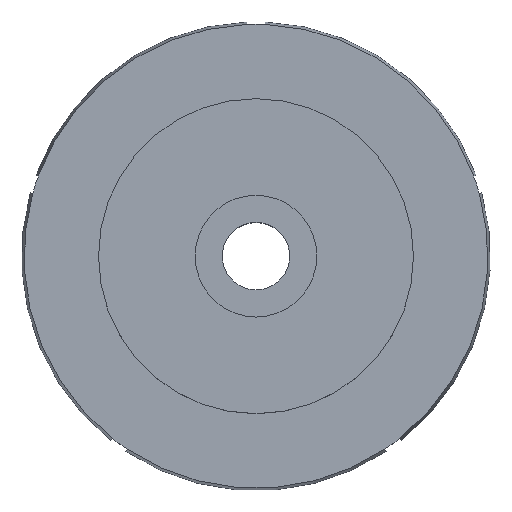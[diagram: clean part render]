
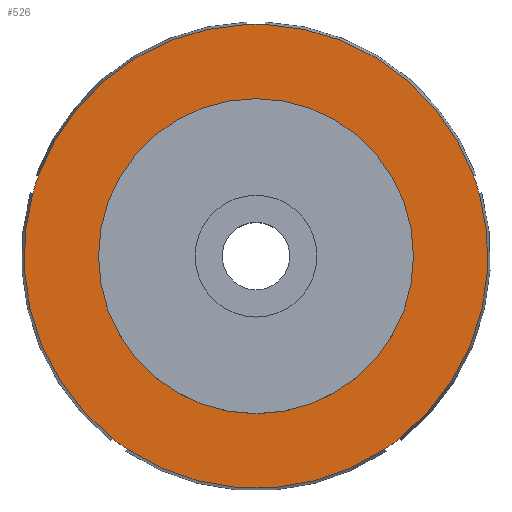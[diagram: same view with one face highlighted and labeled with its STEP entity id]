
A CAD part, top view. The second image highlights one B-rep face of the part: STEP entity #526.
In plain terms, the highlighted planar face has unit normal (0, 0, 1).
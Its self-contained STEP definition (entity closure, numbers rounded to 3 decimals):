
#33=FACE_BOUND('',#97,.T.);
#39=PLANE('',#593);
#59=FACE_OUTER_BOUND('',#96,.T.);
#96=EDGE_LOOP('',(#379,#380,#381,#382,#383,#384,#385,#386,#387,#388));
#97=EDGE_LOOP('',(#389));
#196=CIRCLE('',#583,34.95);
#199=CIRCLE('',#590,51.475);
#201=CIRCLE('',#594,51.475);
#202=CIRCLE('',#595,51.475);
#203=CIRCLE('',#596,51.475);
#204=CIRCLE('',#597,51.475);
#205=CIRCLE('',#598,51.475);
#206=CIRCLE('',#599,51.475);
#207=CIRCLE('',#600,51.475);
#208=CIRCLE('',#601,51.475);
#209=CIRCLE('',#602,51.475);
#229=VERTEX_POINT('',#828);
#233=VERTEX_POINT('',#841);
#234=VERTEX_POINT('',#845);
#238=VERTEX_POINT('',#859);
#239=VERTEX_POINT('',#861);
#240=VERTEX_POINT('',#863);
#241=VERTEX_POINT('',#865);
#242=VERTEX_POINT('',#867);
#243=VERTEX_POINT('',#869);
#244=VERTEX_POINT('',#871);
#245=VERTEX_POINT('',#873);
#280=EDGE_CURVE('',#229,#229,#196,.T.);
#285=EDGE_CURVE('',#233,#234,#199,.T.);
#291=EDGE_CURVE('',#233,#238,#201,.T.);
#292=EDGE_CURVE('',#239,#238,#202,.T.);
#293=EDGE_CURVE('',#239,#240,#203,.T.);
#294=EDGE_CURVE('',#241,#240,#204,.T.);
#295=EDGE_CURVE('',#241,#242,#205,.T.);
#296=EDGE_CURVE('',#243,#242,#206,.T.);
#297=EDGE_CURVE('',#243,#244,#207,.T.);
#298=EDGE_CURVE('',#245,#244,#208,.T.);
#299=EDGE_CURVE('',#245,#234,#209,.T.);
#379=ORIENTED_EDGE('',*,*,#285,.F.);
#380=ORIENTED_EDGE('',*,*,#291,.T.);
#381=ORIENTED_EDGE('',*,*,#292,.F.);
#382=ORIENTED_EDGE('',*,*,#293,.T.);
#383=ORIENTED_EDGE('',*,*,#294,.F.);
#384=ORIENTED_EDGE('',*,*,#295,.T.);
#385=ORIENTED_EDGE('',*,*,#296,.F.);
#386=ORIENTED_EDGE('',*,*,#297,.T.);
#387=ORIENTED_EDGE('',*,*,#298,.F.);
#388=ORIENTED_EDGE('',*,*,#299,.T.);
#389=ORIENTED_EDGE('',*,*,#280,.T.);
#526=ADVANCED_FACE('',(#59,#33),#39,.T.);
#583=AXIS2_PLACEMENT_3D('',#830,#664,#665);
#590=AXIS2_PLACEMENT_3D('',#846,#679,#680);
#593=AXIS2_PLACEMENT_3D('',#858,#688,#689);
#594=AXIS2_PLACEMENT_3D('',#860,#690,#691);
#595=AXIS2_PLACEMENT_3D('',#862,#692,#693);
#596=AXIS2_PLACEMENT_3D('',#864,#694,#695);
#597=AXIS2_PLACEMENT_3D('',#866,#696,#697);
#598=AXIS2_PLACEMENT_3D('',#868,#698,#699);
#599=AXIS2_PLACEMENT_3D('',#870,#700,#701);
#600=AXIS2_PLACEMENT_3D('',#872,#702,#703);
#601=AXIS2_PLACEMENT_3D('',#874,#704,#705);
#602=AXIS2_PLACEMENT_3D('',#875,#706,#707);
#664=DIRECTION('center_axis',(0.,0.,-1.));
#665=DIRECTION('ref_axis',(1.,0.,0.));
#679=DIRECTION('center_axis',(0.,0.,-1.));
#680=DIRECTION('ref_axis',(1.,0.,0.));
#688=DIRECTION('center_axis',(0.,0.,1.));
#689=DIRECTION('ref_axis',(1.,0.,0.));
#690=DIRECTION('center_axis',(0.,0.,1.));
#691=DIRECTION('ref_axis',(1.,0.,0.));
#692=DIRECTION('center_axis',(0.,0.,-1.));
#693=DIRECTION('ref_axis',(-1.,0.,0.));
#694=DIRECTION('center_axis',(0.,0.,1.));
#695=DIRECTION('ref_axis',(1.,0.,0.));
#696=DIRECTION('center_axis',(0.,0.,-1.));
#697=DIRECTION('ref_axis',(-1.,0.,0.));
#698=DIRECTION('center_axis',(0.,0.,1.));
#699=DIRECTION('ref_axis',(1.,0.,0.));
#700=DIRECTION('center_axis',(0.,0.,-1.));
#701=DIRECTION('ref_axis',(1.,0.,0.));
#702=DIRECTION('center_axis',(0.,0.,1.));
#703=DIRECTION('ref_axis',(1.,0.,0.));
#704=DIRECTION('center_axis',(0.,0.,-1.));
#705=DIRECTION('ref_axis',(1.,0.,0.));
#706=DIRECTION('center_axis',(0.,0.,1.));
#707=DIRECTION('ref_axis',(1.,0.,0.));
#828=CARTESIAN_POINT('',(-34.95,0.,13.));
#830=CARTESIAN_POINT('Origin',(0.,0.,13.));
#841=CARTESIAN_POINT('',(2.05,51.434,13.));
#845=CARTESIAN_POINT('',(48.283,17.844,13.));
#846=CARTESIAN_POINT('Origin',(0.,0.,13.));
#858=CARTESIAN_POINT('Origin',(0.,-0.02,13.));
#859=CARTESIAN_POINT('',(-2.05,51.434,13.));
#860=CARTESIAN_POINT('Origin',(0.,0.,13.));
#861=CARTESIAN_POINT('',(-48.283,17.844,13.));
#862=CARTESIAN_POINT('Origin',(0.,0.,13.));
#863=CARTESIAN_POINT('',(-49.55,13.944,13.));
#864=CARTESIAN_POINT('Origin',(0.,0.,13.));
#865=CARTESIAN_POINT('',(-31.891,-40.406,13.));
#866=CARTESIAN_POINT('Origin',(0.,0.,13.));
#867=CARTESIAN_POINT('',(-28.574,-42.816,13.));
#868=CARTESIAN_POINT('Origin',(0.,0.,13.));
#869=CARTESIAN_POINT('',(28.574,-42.816,13.));
#870=CARTESIAN_POINT('Origin',(0.,0.,13.));
#871=CARTESIAN_POINT('',(31.891,-40.406,13.));
#872=CARTESIAN_POINT('Origin',(0.,0.,13.));
#873=CARTESIAN_POINT('',(49.55,13.944,13.));
#874=CARTESIAN_POINT('Origin',(0.,0.,13.));
#875=CARTESIAN_POINT('Origin',(0.,0.,13.));
